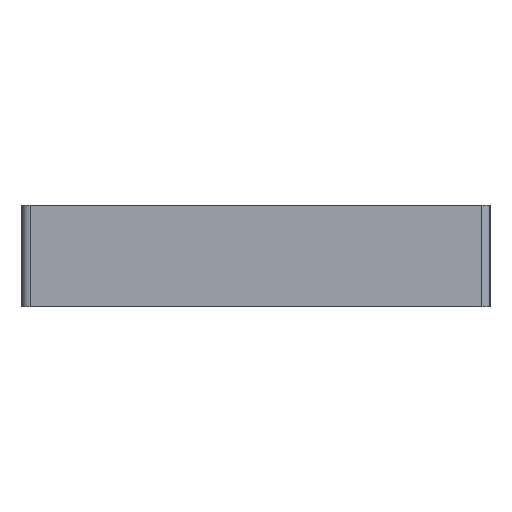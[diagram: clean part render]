
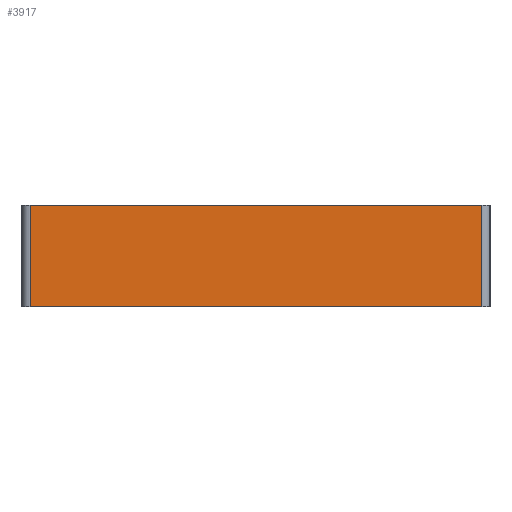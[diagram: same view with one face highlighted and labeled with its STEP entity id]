
A CAD part, left-side view. The second image highlights one B-rep face of the part: STEP entity #3917.
In plain terms, the highlighted planar face has unit normal (-1, 0, 0).
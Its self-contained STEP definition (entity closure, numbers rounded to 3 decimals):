
#70 = EDGE_LOOP ( 'NONE', ( #1878, #4895, #3562, #561 ) ) ;
#83 = DIRECTION ( 'NONE',  ( 0., 0., -1. ) ) ;
#142 = VERTEX_POINT ( 'NONE', #8389 ) ;
#265 = VERTEX_POINT ( 'NONE', #3788 ) ;
#270 = CARTESIAN_POINT ( 'NONE',  ( -127., -84.5, -38.1 ) ) ;
#561 = ORIENTED_EDGE ( 'NONE', *, *, #4174, .T. ) ;
#1129 = DIRECTION ( 'NONE',  ( 0., 1., 0. ) ) ;
#1307 = AXIS2_PLACEMENT_3D ( 'NONE', #6220, #5601, #83 ) ;
#1357 = VECTOR ( 'NONE', #1704, 1000. ) ;
#1704 = DIRECTION ( 'NONE',  ( 0., 0., 1. ) ) ;
#1742 = LINE ( 'NONE', #3794, #1357 ) ;
#1878 = ORIENTED_EDGE ( 'NONE', *, *, #2845, .F. ) ;
#2058 = FACE_OUTER_BOUND ( 'NONE', #70, .T. ) ;
#2211 = EDGE_CURVE ( 'NONE', #142, #6746, #6061, .T. ) ;
#2845 = EDGE_CURVE ( 'NONE', #6241, #265, #5808, .T. ) ;
#3166 = LINE ( 'NONE', #6632, #5353 ) ;
#3562 = ORIENTED_EDGE ( 'NONE', *, *, #2211, .T. ) ;
#3733 = CARTESIAN_POINT ( 'NONE',  ( -127., -87.5, -38.1 ) ) ;
#3788 = CARTESIAN_POINT ( 'NONE',  ( -127., 84.5, -38.1 ) ) ;
#3794 = CARTESIAN_POINT ( 'NONE',  ( -127., -84.5, -38.1 ) ) ;
#3917 = ADVANCED_FACE ( 'NONE', ( #2058 ), #8253, .F. ) ;
#4174 = EDGE_CURVE ( 'NONE', #6746, #265, #3166, .T. ) ;
#4561 = DIRECTION ( 'NONE',  ( 0., 0., -1. ) ) ;
#4895 = ORIENTED_EDGE ( 'NONE', *, *, #6781, .T. ) ;
#5084 = DIRECTION ( 'NONE',  ( 0., 1., 0. ) ) ;
#5205 = CARTESIAN_POINT ( 'NONE',  ( -127., -87.5, 0. ) ) ;
#5353 = VECTOR ( 'NONE', #4561, 1000. ) ;
#5601 = DIRECTION ( 'NONE',  ( 1., 0., 0. ) ) ;
#5808 = LINE ( 'NONE', #3733, #7517 ) ;
#6061 = LINE ( 'NONE', #5205, #6609 ) ;
#6220 = CARTESIAN_POINT ( 'NONE',  ( -127., -87.5, -38.1 ) ) ;
#6241 = VERTEX_POINT ( 'NONE', #270 ) ;
#6609 = VECTOR ( 'NONE', #1129, 1000. ) ;
#6632 = CARTESIAN_POINT ( 'NONE',  ( -127., 84.5, -38.1 ) ) ;
#6746 = VERTEX_POINT ( 'NONE', #8530 ) ;
#6781 = EDGE_CURVE ( 'NONE', #6241, #142, #1742, .T. ) ;
#7517 = VECTOR ( 'NONE', #5084, 1000. ) ;
#8253 = PLANE ( 'NONE',  #1307 ) ;
#8389 = CARTESIAN_POINT ( 'NONE',  ( -127., -84.5, 0. ) ) ;
#8530 = CARTESIAN_POINT ( 'NONE',  ( -127., 84.5, 0. ) ) ;
